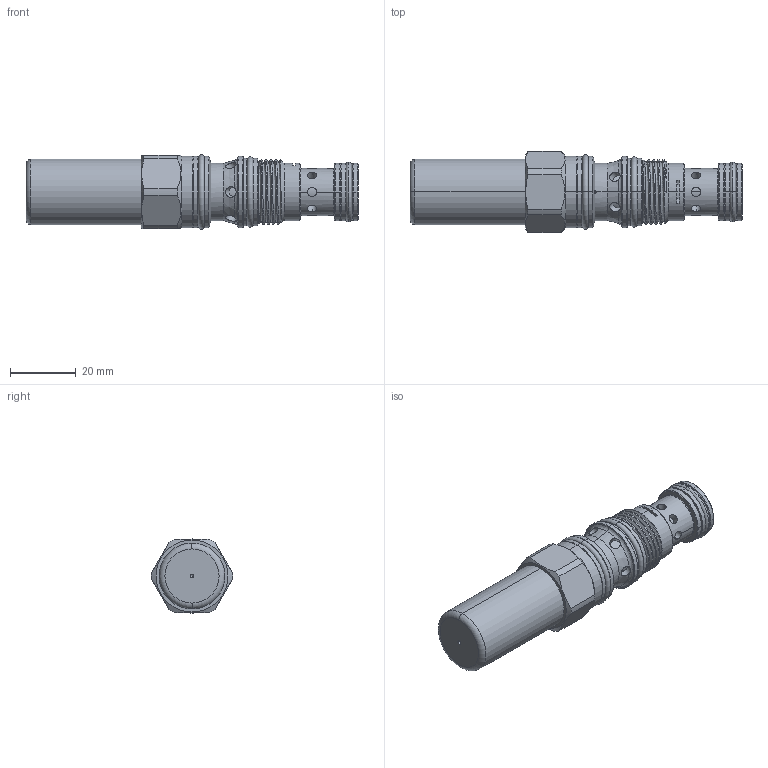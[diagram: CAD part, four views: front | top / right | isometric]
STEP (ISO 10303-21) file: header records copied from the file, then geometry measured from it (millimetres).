
FILE_DESCRIPTION (( 'STEP AP203' ), '1' );
FILE_NAME ('DP11A3Q-C.STEP', '2020-03-19T00:28:40', ( '' ), ( '' ), 'SwSTEP 2.0', 'SolidWorks 2018', '' );
FILE_SCHEMA (( 'CONFIG_CONTROL_DESIGN' ));
Length unit declared in the file: millimetre
Products named in the file (1): DP11A3Q-C
Bounding box: 100.77 x 24.59 x 22.55 mm (x, y, z)
Volume: 25012.3 mm3; surface area: 14233.2 mm2
Topology: 5 solids, 5 shells, 327 faces, 772 edges, 480 vertices
Faces by surface type: cylinder 165, plane 63, cone 50, torus 42, bspline 7
Entity records: 18190 total; most frequent: CARTESIAN_POINT 10839, ORIENTED_EDGE 1540, DIRECTION 1519, EDGE_CURVE 770, AXIS2_PLACEMENT_3D 639, VERTEX_POINT 480, EDGE_LOOP 360, ADVANCED_FACE 327
